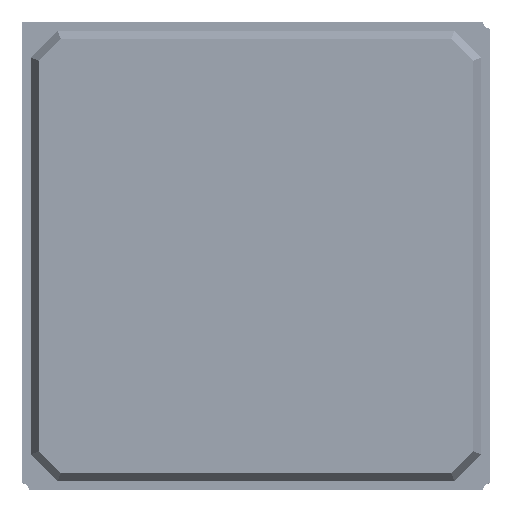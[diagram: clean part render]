
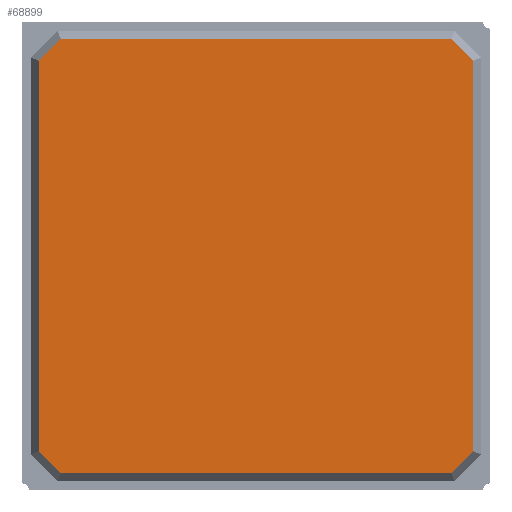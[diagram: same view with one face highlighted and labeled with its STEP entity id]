
A CAD part, top view. The second image highlights one B-rep face of the part: STEP entity #68899.
In plain terms, the highlighted planar face has unit normal (0, 0, 1).
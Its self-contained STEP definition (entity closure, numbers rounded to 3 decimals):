
#68635=CARTESIAN_POINT('',(16.244,-14.599,3.4));
#68636=VERTEX_POINT('',#68635);
#68643=CARTESIAN_POINT('',(14.599,-16.244,3.4));
#68644=VERTEX_POINT('',#68643);
#68645=CARTESIAN_POINT('',(16.244,-14.599,3.4));
#68646=DIRECTION('',(-0.707,-0.707,0.));
#68647=VECTOR('',#68646,2.326);
#68648=LINE('',#68645,#68647);
#68649=EDGE_CURVE('',#68644,#68636,#68648,.F.);
#68674=CARTESIAN_POINT('',(-14.599,-16.244,3.4));
#68675=VERTEX_POINT('',#68674);
#68676=CARTESIAN_POINT('',(14.599,-16.244,3.4));
#68677=DIRECTION('',(-1.0,0.0,0.0));
#68678=VECTOR('',#68677,29.198);
#68679=LINE('',#68676,#68678);
#68680=EDGE_CURVE('',#68675,#68644,#68679,.F.);
#68705=CARTESIAN_POINT('',(-16.244,-14.599,3.4));
#68706=VERTEX_POINT('',#68705);
#68707=CARTESIAN_POINT('',(-14.599,-16.244,3.4));
#68708=DIRECTION('',(-0.707,0.707,0.));
#68709=VECTOR('',#68708,2.326);
#68710=LINE('',#68707,#68709);
#68711=EDGE_CURVE('',#68706,#68675,#68710,.F.);
#68736=CARTESIAN_POINT('',(-16.244,14.599,3.4));
#68737=VERTEX_POINT('',#68736);
#68738=CARTESIAN_POINT('',(-16.244,-14.599,3.4));
#68739=DIRECTION('',(0.0,1.0,0.0));
#68740=VECTOR('',#68739,29.198);
#68741=LINE('',#68738,#68740);
#68742=EDGE_CURVE('',#68737,#68706,#68741,.F.);
#68767=CARTESIAN_POINT('',(-14.599,16.244,3.4));
#68768=VERTEX_POINT('',#68767);
#68769=CARTESIAN_POINT('',(-16.244,14.599,3.4));
#68770=DIRECTION('',(0.707,0.707,0.));
#68771=VECTOR('',#68770,2.326);
#68772=LINE('',#68769,#68771);
#68773=EDGE_CURVE('',#68768,#68737,#68772,.F.);
#68798=CARTESIAN_POINT('',(14.599,16.244,3.4));
#68799=VERTEX_POINT('',#68798);
#68800=CARTESIAN_POINT('',(-14.599,16.244,3.4));
#68801=DIRECTION('',(1.0,0.0,0.0));
#68802=VECTOR('',#68801,29.198);
#68803=LINE('',#68800,#68802);
#68804=EDGE_CURVE('',#68799,#68768,#68803,.F.);
#68829=CARTESIAN_POINT('',(16.244,14.599,3.4));
#68830=VERTEX_POINT('',#68829);
#68831=CARTESIAN_POINT('',(14.599,16.244,3.4));
#68832=DIRECTION('',(0.707,-0.707,0.));
#68833=VECTOR('',#68832,2.326);
#68834=LINE('',#68831,#68833);
#68835=EDGE_CURVE('',#68830,#68799,#68834,.F.);
#68858=CARTESIAN_POINT('',(16.244,14.599,3.4));
#68859=DIRECTION('',(0.0,-1.0,0.0));
#68860=VECTOR('',#68859,29.198);
#68861=LINE('',#68858,#68860);
#68862=EDGE_CURVE('',#68636,#68830,#68861,.F.);
#68884=CARTESIAN_POINT('',(11.5,15.5,3.4));
#68885=DIRECTION('',(0.0,0.0,-1.0));
#68886=DIRECTION('',(0.0,-1.0,0.0));
#68887=AXIS2_PLACEMENT_3D('',#68884,#68885,#68886);
#68888=PLANE('',#68887);
#68889=ORIENTED_EDGE('',*,*,#68862,.T.);
#68890=ORIENTED_EDGE('',*,*,#68835,.T.);
#68891=ORIENTED_EDGE('',*,*,#68804,.T.);
#68892=ORIENTED_EDGE('',*,*,#68773,.T.);
#68893=ORIENTED_EDGE('',*,*,#68742,.T.);
#68894=ORIENTED_EDGE('',*,*,#68711,.T.);
#68895=ORIENTED_EDGE('',*,*,#68680,.T.);
#68896=ORIENTED_EDGE('',*,*,#68649,.T.);
#68897=EDGE_LOOP('',(#68889,#68890,#68891,#68892,#68893,#68894,#68895,#68896));
#68898=FACE_OUTER_BOUND('',#68897,.T.);
#68899=ADVANCED_FACE('',(#68898),#68888,.F.);
